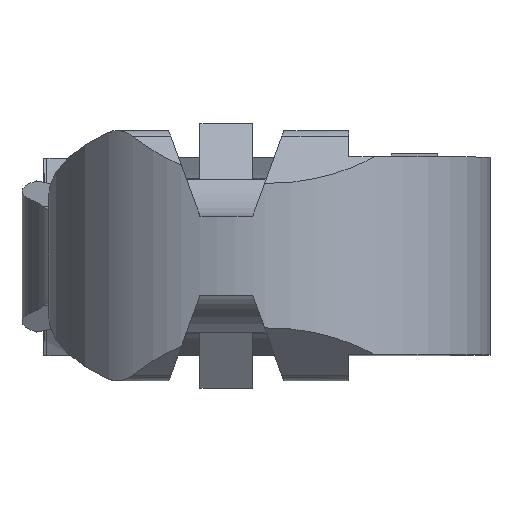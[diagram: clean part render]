
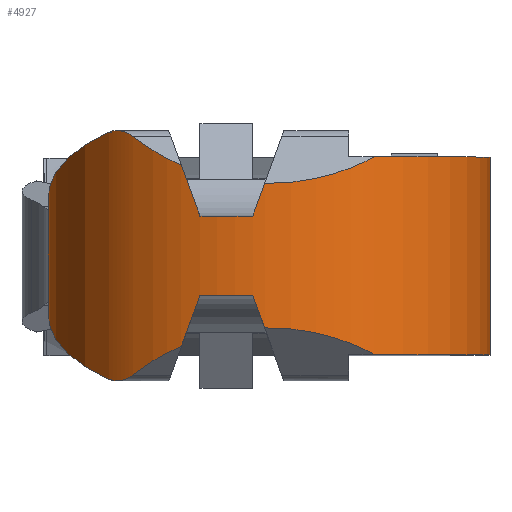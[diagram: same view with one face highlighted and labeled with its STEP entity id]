
A CAD part, top view. The second image highlights one B-rep face of the part: STEP entity #4927.
In plain terms, the highlighted cylindrical face has radius 33.5 mm (diameter 67 mm), a partial arc.
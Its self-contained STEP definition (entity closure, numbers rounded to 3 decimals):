
#188=DIRECTION('',(0.,-1.,0.));
#189=VECTOR('',#188,30.);
#190=CARTESIAN_POINT('',(40.,15.,93.6));
#191=LINE('',#190,#189);
#192=CARTESIAN_POINT('',(5.806,-10.962,127.093));
#193=CARTESIAN_POINT('',(8.918,-10.897,127.157));
#194=CARTESIAN_POINT('',(14.754,-11.619,126.435));
#195=CARTESIAN_POINT('',(19.988,-13.661,124.393));
#196=CARTESIAN_POINT('',(22.459,-15.,123.054));
#198=CARTESIAN_POINT('',(-14.208,-18.121,119.933));
#199=CARTESIAN_POINT('',(-12.028,-16.407,121.647));
#200=CARTESIAN_POINT('',(-9.587,-14.914,123.14));
#201=CARTESIAN_POINT('',(-6.806,-13.71,124.344));
#203=CARTESIAN_POINT('',(-14.208,-18.121,119.933));
#204=CARTESIAN_POINT('',(-14.351,-18.234,119.821));
#205=CARTESIAN_POINT('',(-14.644,-18.433,119.586));
#206=CARTESIAN_POINT('',(-15.102,-18.668,119.207));
#207=CARTESIAN_POINT('',(-15.566,-18.84,118.809));
#208=CARTESIAN_POINT('',(-16.032,-18.954,118.393));
#209=CARTESIAN_POINT('',(-16.495,-19.007,117.964));
#210=CARTESIAN_POINT('',(-16.951,-18.997,117.526));
#211=CARTESIAN_POINT('',(-17.396,-18.922,117.081));
#212=CARTESIAN_POINT('',(-17.68,-18.824,116.786));
#213=CARTESIAN_POINT('',(-17.819,-18.762,116.639));
#215=DIRECTION('',(0.,1.,0.));
#216=VECTOR('',#215,17.964);
#217=CARTESIAN_POINT('',(-27.,-8.982,93.6));
#218=LINE('',#217,#216);
#219=CARTESIAN_POINT('',(-14.208,18.121,119.933));
#220=CARTESIAN_POINT('',(-14.351,18.234,119.821));
#221=CARTESIAN_POINT('',(-14.644,18.433,119.586));
#222=CARTESIAN_POINT('',(-15.102,18.668,119.207));
#223=CARTESIAN_POINT('',(-15.566,18.84,118.809));
#224=CARTESIAN_POINT('',(-16.032,18.954,118.393));
#225=CARTESIAN_POINT('',(-16.495,19.007,117.964));
#226=CARTESIAN_POINT('',(-16.951,18.997,117.526));
#227=CARTESIAN_POINT('',(-17.396,18.922,117.081));
#228=CARTESIAN_POINT('',(-17.68,18.824,116.786));
#229=CARTESIAN_POINT('',(-17.819,18.762,116.639));
#231=CARTESIAN_POINT('',(-14.208,18.121,119.933));
#232=CARTESIAN_POINT('',(-12.028,16.407,121.647));
#233=CARTESIAN_POINT('',(-9.587,14.914,123.14));
#234=CARTESIAN_POINT('',(-6.806,13.71,124.344));
#236=CARTESIAN_POINT('',(5.806,10.962,127.093));
#237=CARTESIAN_POINT('',(8.918,10.897,127.157));
#238=CARTESIAN_POINT('',(14.754,11.619,126.435));
#239=CARTESIAN_POINT('',(19.988,13.661,124.393));
#240=CARTESIAN_POINT('',(22.459,15.,123.054));
#540=CARTESIAN_POINT('',(6.5,15.,93.6));
#541=DIRECTION('',(0.,-1.,0.));
#542=DIRECTION('',(1.,0.,0.));
#543=AXIS2_PLACEMENT_3D('',#540,#541,#542);
#1543=CARTESIAN_POINT('',(6.5,-15.,93.6));
#1544=DIRECTION('',(0.,-1.,0.));
#1545=DIRECTION('',(1.,0.,0.));
#1546=AXIS2_PLACEMENT_3D('',#1543,#1544,#1545);
#1793=CARTESIAN_POINT('',(-17.819,-18.762,
116.639));
#1794=CARTESIAN_POINT('',(-19.379,-18.063,
114.994));
#1795=CARTESIAN_POINT('',(-22.027,-16.597,
111.539));
#1796=CARTESIAN_POINT('',(-24.841,-14.228,
105.959));
#1797=CARTESIAN_POINT('',(-26.578,-11.701,
100.006));
#1798=CARTESIAN_POINT('',(-27.,-9.909,95.784));
#1799=CARTESIAN_POINT('',(-27.,-8.982,93.6));
#1852=CARTESIAN_POINT('',(-6.806,-13.71,
124.344));
#1853=CARTESIAN_POINT('',(-5.873,-11.146,
124.748));
#1854=CARTESIAN_POINT('',(-4.938,-8.576,
125.103));
#1855=CARTESIAN_POINT('',(-4.,-6.,125.412));
#1913=CARTESIAN_POINT('',(5.806,-10.962,127.093));
#1914=CARTESIAN_POINT('',(5.204,-9.307,127.08));
#1915=CARTESIAN_POINT('',(4.602,-7.654,127.052));
#1916=CARTESIAN_POINT('',(4.,-6.,127.007));
#1974=CARTESIAN_POINT('',(6.5,-6.,93.6));
#1975=DIRECTION('',(0.,-1.,0.));
#1976=DIRECTION('',(-0.075,0.,0.997));
#1977=AXIS2_PLACEMENT_3D('',#1974,#1975,#1976);
#2102=CARTESIAN_POINT('',(-17.819,18.762,116.639));
#2103=CARTESIAN_POINT('',(-19.379,18.063,114.994));
#2104=CARTESIAN_POINT('',(-22.027,16.597,111.539));
#2105=CARTESIAN_POINT('',(-24.841,14.228,105.959));
#2106=CARTESIAN_POINT('',(-26.578,11.701,100.006));
#2107=CARTESIAN_POINT('',(-27.,9.909,95.784));
#2108=CARTESIAN_POINT('',(-27.,8.982,93.6));
#2206=CARTESIAN_POINT('',(-6.806,13.71,124.344));
#2207=CARTESIAN_POINT('',(-5.873,11.146,124.748));
#2208=CARTESIAN_POINT('',(-4.938,8.576,125.103));
#2209=CARTESIAN_POINT('',(-4.,6.,125.412));
#2255=CARTESIAN_POINT('',(5.806,10.962,127.093));
#2256=CARTESIAN_POINT('',(5.204,9.307,127.08));
#2257=CARTESIAN_POINT('',(4.602,7.654,127.052));
#2258=CARTESIAN_POINT('',(4.,6.,127.007));
#2313=CARTESIAN_POINT('',(6.5,6.,93.6));
#2314=DIRECTION('',(0.,-1.,0.));
#2315=DIRECTION('',(-0.075,0.,0.997));
#2316=AXIS2_PLACEMENT_3D('',#2313,#2314,#2315);
#3763=CARTESIAN_POINT('',(40.,15.,93.6));
#3764=VERTEX_POINT('',#3763);
#3766=CARTESIAN_POINT('',(22.459,15.,123.054));
#3768=VERTEX_POINT('',#3766);
#3773=VERTEX_POINT('',#219);
#3774=VERTEX_POINT('',#229);
#3775=VERTEX_POINT('',#2108);
#3808=CARTESIAN_POINT('',(4.,6.,127.007));
#3809=CARTESIAN_POINT('',(-4.,6.,125.412));
#3810=VERTEX_POINT('',#3808);
#3811=VERTEX_POINT('',#3809);
#3812=VERTEX_POINT('',#2206);
#3813=VERTEX_POINT('',#2255);
#3870=CARTESIAN_POINT('',(40.,-15.,93.6));
#3871=VERTEX_POINT('',#3870);
#3873=CARTESIAN_POINT('',(22.459,-15.,123.054));
#3875=VERTEX_POINT('',#3873);
#3880=VERTEX_POINT('',#203);
#3881=VERTEX_POINT('',#213);
#3882=VERTEX_POINT('',#1799);
#3915=CARTESIAN_POINT('',(4.,-6.,127.007));
#3916=CARTESIAN_POINT('',(-4.,-6.,125.412));
#3917=VERTEX_POINT('',#3915);
#3918=VERTEX_POINT('',#3916);
#3919=VERTEX_POINT('',#1852);
#3920=VERTEX_POINT('',#1913);
#4885=CARTESIAN_POINT('',(6.5,0.,93.6));
#4886=DIRECTION('',(0.,-1.,0.));
#4887=DIRECTION('',(-1.,0.,0.));
#4888=AXIS2_PLACEMENT_3D('',#4885,#4886,#4887);
#4889=CYLINDRICAL_SURFACE('',#4888,33.5);
#4891=ORIENTED_EDGE('',*,*,#4890,.T.);
#4893=ORIENTED_EDGE('',*,*,#4892,.T.);
#4895=ORIENTED_EDGE('',*,*,#4894,.F.);
#4897=ORIENTED_EDGE('',*,*,#4896,.T.);
#4899=ORIENTED_EDGE('',*,*,#4898,.T.);
#4901=ORIENTED_EDGE('',*,*,#4900,.F.);
#4903=ORIENTED_EDGE('',*,*,#4902,.F.);
#4905=ORIENTED_EDGE('',*,*,#4904,.T.);
#4907=ORIENTED_EDGE('',*,*,#4906,.T.);
#4908=ORIENTED_EDGE('',*,*,#4871,.T.);
#4910=ORIENTED_EDGE('',*,*,#4909,.F.);
#4912=ORIENTED_EDGE('',*,*,#4911,.F.);
#4914=ORIENTED_EDGE('',*,*,#4913,.T.);
#4916=ORIENTED_EDGE('',*,*,#4915,.T.);
#4918=ORIENTED_EDGE('',*,*,#4917,.F.);
#4920=ORIENTED_EDGE('',*,*,#4919,.F.);
#4922=ORIENTED_EDGE('',*,*,#4921,.T.);
#4924=ORIENTED_EDGE('',*,*,#4923,.F.);
#4925=EDGE_LOOP('',(#4891,#4893,#4895,#4897,#4899,#4901,#4903,#4905,#4907,#4908,
#4910,#4912,#4914,#4916,#4918,#4920,#4922,#4924));
#4926=FACE_OUTER_BOUND('',#4925,.F.);
#4927=ADVANCED_FACE('',(#4926),#4889,.T.);
#197=B_SPLINE_CURVE_WITH_KNOTS('',3,(#192,#193,#194,#195,#196),.UNSPECIFIED.,
.F.,.F.,(4,1,4),(0.,0.5,1.),.UNSPECIFIED.);
#202=B_SPLINE_CURVE_WITH_KNOTS('',3,(#198,#199,#200,#201),.UNSPECIFIED.,.F.,.F.,
(4,4),(0.,1.),.UNSPECIFIED.);
#214=B_SPLINE_CURVE_WITH_KNOTS('',3,(#203,#204,#205,#206,#207,#208,#209,#210,
#211,#212,#213),.UNSPECIFIED.,.F.,.F.,(4,1,1,1,1,1,1,1,4),(0.,0.125,0.25,
0.375,0.5,0.625,0.75,0.875,1.),.UNSPECIFIED.);
#230=B_SPLINE_CURVE_WITH_KNOTS('',3,(#219,#220,#221,#222,#223,#224,#225,#226,
#227,#228,#229),.UNSPECIFIED.,.F.,.F.,(4,1,1,1,1,1,1,1,4),(0.,0.125,0.25,
0.375,0.5,0.625,0.75,0.875,1.),.UNSPECIFIED.);
#235=B_SPLINE_CURVE_WITH_KNOTS('',3,(#231,#232,#233,#234),.UNSPECIFIED.,.F.,.F.,
(4,4),(0.,1.),.UNSPECIFIED.);
#241=B_SPLINE_CURVE_WITH_KNOTS('',3,(#236,#237,#238,#239,#240),.UNSPECIFIED.,
.F.,.F.,(4,1,4),(0.,0.5,1.),.UNSPECIFIED.);
#544=CIRCLE('',#543,33.5);
#1547=CIRCLE('',#1546,33.5);
#1800=B_SPLINE_CURVE_WITH_KNOTS('',3,(#1793,#1794,#1795,#1796,#1797,#1798,
#1799),.UNSPECIFIED.,.F.,.F.,(4,1,1,1,4),(0.,0.25,0.5,0.75,1.),
.UNSPECIFIED.);
#1856=B_SPLINE_CURVE_WITH_KNOTS('',3,(#1852,#1853,#1854,#1855),.UNSPECIFIED.,
.F.,.F.,(4,4),(0.,1.),.UNSPECIFIED.);
#1917=B_SPLINE_CURVE_WITH_KNOTS('',3,(#1913,#1914,#1915,#1916),.UNSPECIFIED.,
.F.,.F.,(4,4),(0.,1.),.UNSPECIFIED.);
#1978=CIRCLE('',#1977,33.5);
#2109=B_SPLINE_CURVE_WITH_KNOTS('',3,(#2102,#2103,#2104,#2105,#2106,#2107,
#2108),.UNSPECIFIED.,.F.,.F.,(4,1,1,1,4),(0.,0.25,0.5,0.75,1.),
.UNSPECIFIED.);
#2210=B_SPLINE_CURVE_WITH_KNOTS('',3,(#2206,#2207,#2208,#2209),.UNSPECIFIED.,
.F.,.F.,(4,4),(0.,1.),.UNSPECIFIED.);
#2259=B_SPLINE_CURVE_WITH_KNOTS('',3,(#2255,#2256,#2257,#2258),.UNSPECIFIED.,
.F.,.F.,(4,4),(0.,1.),.UNSPECIFIED.);
#2317=CIRCLE('',#2316,33.5);
#4871=EDGE_CURVE('',#3882,#3775,#218,.T.);
#4890=EDGE_CURVE('',#3764,#3871,#191,.T.);
#4892=EDGE_CURVE('',#3871,#3875,#1547,.T.);
#4894=EDGE_CURVE('',#3920,#3875,#197,.T.);
#4896=EDGE_CURVE('',#3920,#3917,#1917,.T.);
#4898=EDGE_CURVE('',#3917,#3918,#1978,.T.);
#4900=EDGE_CURVE('',#3919,#3918,#1856,.T.);
#4902=EDGE_CURVE('',#3880,#3919,#202,.T.);
#4904=EDGE_CURVE('',#3880,#3881,#214,.T.);
#4906=EDGE_CURVE('',#3881,#3882,#1800,.T.);
#4909=EDGE_CURVE('',#3774,#3775,#2109,.T.);
#4911=EDGE_CURVE('',#3773,#3774,#230,.T.);
#4913=EDGE_CURVE('',#3773,#3812,#235,.T.);
#4915=EDGE_CURVE('',#3812,#3811,#2210,.T.);
#4917=EDGE_CURVE('',#3810,#3811,#2317,.T.);
#4919=EDGE_CURVE('',#3813,#3810,#2259,.T.);
#4921=EDGE_CURVE('',#3813,#3768,#241,.T.);
#4923=EDGE_CURVE('',#3764,#3768,#544,.T.);
